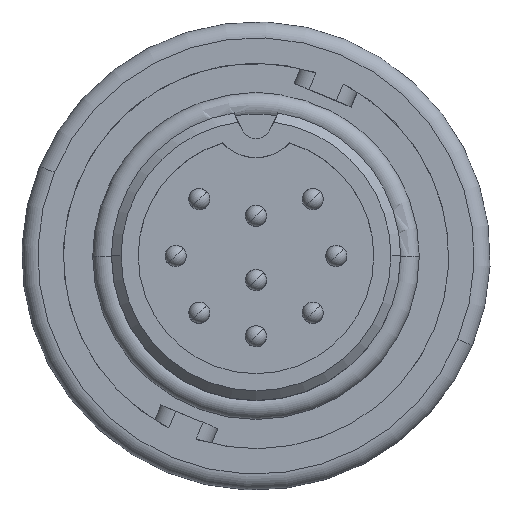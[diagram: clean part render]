
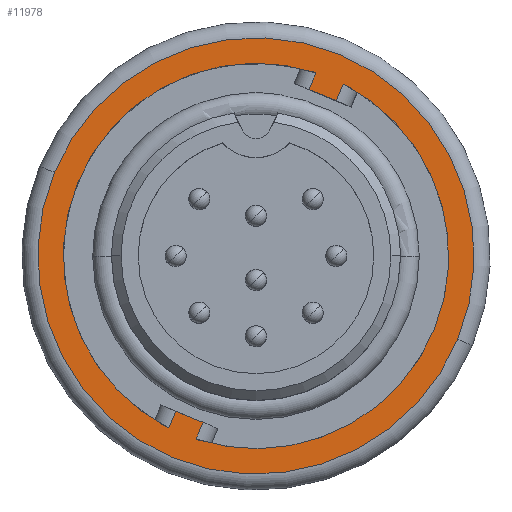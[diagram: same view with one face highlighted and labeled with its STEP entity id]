
A CAD part, top view. The second image highlights one B-rep face of the part: STEP entity #11978.
In plain terms, the highlighted planar face has unit normal (0, 0, 1).
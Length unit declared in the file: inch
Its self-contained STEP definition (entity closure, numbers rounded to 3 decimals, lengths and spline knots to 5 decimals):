
#1369 = LINE ( 'NONE', #1378, #6044 ) ;
#1378 = CARTESIAN_POINT ( 'NONE',  ( 0.09897, 0.31078, -0.09814 ) ) ;
#1401 = DIRECTION ( 'NONE',  ( 0.924, -0.383, 0. ) ) ;
#1898 = DIRECTION ( 'NONE',  ( 0.924, -0.383, 0. ) ) ;
#1902 = DIRECTION ( 'NONE',  ( 0., 0., 1. ) ) ;
#1950 = CARTESIAN_POINT ( 'NONE',  ( 0., 0., -0.09814 ) ) ;
#4300 = DIRECTION ( 'NONE',  ( 0., 0., 1. ) ) ;
#4303 = CARTESIAN_POINT ( 'NONE',  ( 0., 0., -0.09814 ) ) ;
#4496 = DIRECTION ( 'NONE',  ( 0.924, -0.383, 0. ) ) ;
#5826 = VECTOR ( 'NONE', #8985, 39.37008 ) ;
#6015 = AXIS2_PLACEMENT_3D ( 'NONE', #18324, #18348, #18312 ) ;
#6037 = VECTOR ( 'NONE', #14090, 39.37008 ) ;
#6044 = VECTOR ( 'NONE', #1401, 39.37008 ) ;
#6136 = AXIS2_PLACEMENT_3D ( 'NONE', #1950, #1902, #1898 ) ;
#6184 = VECTOR ( 'NONE', #6612, 39.37008 ) ;
#6547 = CARTESIAN_POINT ( 'NONE',  ( 0.16891, 0.33593, -0.09814 ) ) ;
#6612 = DIRECTION ( 'NONE',  ( -0.383, -0.924, 0. ) ) ;
#6668 = LINE ( 'NONE', #6547, #6184 ) ;
#6728 = ORIENTED_EDGE ( 'NONE', *, *, #12751, .T. ) ;
#6761 = ORIENTED_EDGE ( 'NONE', *, *, #11811, .T. ) ;
#6858 = ORIENTED_EDGE ( 'NONE', *, *, #19031, .T. ) ;
#6906 = ORIENTED_EDGE ( 'NONE', *, *, #12779, .F. ) ;
#7034 = VERTEX_POINT ( 'NONE', #8046 ) ;
#7066 = VERTEX_POINT ( 'NONE', #8172 ) ;
#7454 = ORIENTED_EDGE ( 'NONE', *, *, #11494, .F. ) ;
#7458 = ORIENTED_EDGE ( 'NONE', *, *, #13004, .F. ) ;
#7460 = ORIENTED_EDGE ( 'NONE', *, *, #12795, .T. ) ;
#7461 = ORIENTED_EDGE ( 'NONE', *, *, #11870, .T. ) ;
#7474 = VERTEX_POINT ( 'NONE', #8369 ) ;
#7512 = ORIENTED_EDGE ( 'NONE', *, *, #12935, .F. ) ;
#7673 = VERTEX_POINT ( 'NONE', #8570 ) ;
#8046 = CARTESIAN_POINT ( 'NONE',  ( 0.3326, -0.13777, -0.09814 ) ) ;
#8114 = DIRECTION ( 'NONE',  ( 0., 0., 1. ) ) ;
#8172 = CARTESIAN_POINT ( 'NONE',  ( 0.16277, 0.3211, -0.09814 ) ) ;
#8220 = DIRECTION ( 'NONE',  ( 0.924, -0.383, 0. ) ) ;
#8369 = CARTESIAN_POINT ( 'NONE',  ( 0.37648, -0.15594, -0.09814 ) ) ;
#8468 = CARTESIAN_POINT ( 'NONE',  ( 0., 0., -0.09814 ) ) ;
#8570 = CARTESIAN_POINT ( 'NONE',  ( -0.37648, 0.15594, -0.09814 ) ) ;
#8985 = DIRECTION ( 'NONE',  ( -0.924, 0.383, 0. ) ) ;
#8986 = CARTESIAN_POINT ( 'NONE',  ( -0.09897, -0.31078, -0.09814 ) ) ;
#8987 = LINE ( 'NONE', #8986, #5826 ) ;
#9878 = ORIENTED_EDGE ( 'NONE', *, *, #12055, .F. ) ;
#9908 = ORIENTED_EDGE ( 'NONE', *, *, #12584, .T. ) ;
#10450 = EDGE_LOOP ( 'NONE', ( #9878, #6858, #9908, #6906, #7512, #7461, #7460, #7458, #7454 ) ) ;
#10584 = EDGE_LOOP ( 'NONE', ( #6728, #6761 ) ) ;
#10651 = AXIS2_PLACEMENT_3D ( 'NONE', #8468, #8114, #8220 ) ;
#10778 = AXIS2_PLACEMENT_3D ( 'NONE', #12392, #11697, #11871 ) ;
#10850 = VECTOR ( 'NONE', #15487, 39.37008 ) ;
#11012 = FACE_OUTER_BOUND ( 'NONE', #10584, .T. ) ;
#11015 = FACE_BOUND ( 'NONE', #10450, .T. ) ;
#11017 = AXIS2_PLACEMENT_3D ( 'NONE', #14854, #14853, #14851 ) ;
#11083 = AXIS2_PLACEMENT_3D ( 'NONE', #4303, #4300, #4496 ) ;
#11392 = VECTOR ( 'NONE', #16443, 39.37008 ) ;
#11494 = EDGE_CURVE ( 'NONE', #7034, #7066, #18639, .T. ) ;
#11697 = DIRECTION ( 'NONE',  ( 0., 0., 1. ) ) ;
#11811 = EDGE_CURVE ( 'NONE', #7673, #7474, #18808, .T. ) ;
#11870 = EDGE_CURVE ( 'NONE', #14043, #14260, #15145, .T. ) ;
#11871 = DIRECTION ( 'NONE',  ( 0.924, -0.383, 0. ) ) ;
#11978 = ADVANCED_FACE ( 'NONE', ( #11015, #11012 ), #15365, .T. ) ;
#12055 = EDGE_CURVE ( 'NONE', #14070, #7034, #19192, .T. ) ;
#12392 = CARTESIAN_POINT ( 'NONE',  ( 0., 0., -0.09814 ) ) ;
#12584 = EDGE_CURVE ( 'NONE', #14254, #14210, #8987, .T. ) ;
#12751 = EDGE_CURVE ( 'NONE', #7474, #7673, #18828, .T. ) ;
#12779 = EDGE_CURVE ( 'NONE', #14602, #14210, #13837, .T. ) ;
#12795 = EDGE_CURVE ( 'NONE', #14260, #14243, #1369, .T. ) ;
#12935 = EDGE_CURVE ( 'NONE', #14043, #14602, #19116, .T. ) ;
#13004 = EDGE_CURVE ( 'NONE', #7066, #14243, #6668, .T. ) ;
#13837 = LINE ( 'NONE', #14019, #6037 ) ;
#14019 = CARTESIAN_POINT ( 'NONE',  ( -0.16891, -0.33593, -0.09814 ) ) ;
#14043 = VERTEX_POINT ( 'NONE', #16109 ) ;
#14070 = VERTEX_POINT ( 'NONE', #16023 ) ;
#14090 = DIRECTION ( 'NONE',  ( 0.383, 0.924, 0. ) ) ;
#14210 = VERTEX_POINT ( 'NONE', #16011 ) ;
#14243 = VERTEX_POINT ( 'NONE', #16032 ) ;
#14254 = VERTEX_POINT ( 'NONE', #16014 ) ;
#14260 = VERTEX_POINT ( 'NONE', #16077 ) ;
#14602 = VERTEX_POINT ( 'NONE', #16970 ) ;
#14851 = DIRECTION ( 'NONE',  ( 0.924, -0.383, 0. ) ) ;
#14853 = DIRECTION ( 'NONE',  ( 0., 0., 1. ) ) ;
#14854 = CARTESIAN_POINT ( 'NONE',  ( 0., 0., -0.09814 ) ) ;
#15145 = LINE ( 'NONE', #15526, #10850 ) ;
#15365 = PLANE ( 'NONE',  #11017 ) ;
#15487 = DIRECTION ( 'NONE',  ( -0.383, -0.924, 0. ) ) ;
#15526 = CARTESIAN_POINT ( 'NONE',  ( 0.1181, 0.35698, -0.09814 ) ) ;
#16011 = CARTESIAN_POINT ( 'NONE',  ( -0.14978, -0.28974, -0.09814 ) ) ;
#16014 = CARTESIAN_POINT ( 'NONE',  ( -0.09897, -0.31078, -0.09814 ) ) ;
#16023 = CARTESIAN_POINT ( 'NONE',  ( -0.11196, -0.34215, -0.09814 ) ) ;
#16032 = CARTESIAN_POINT ( 'NONE',  ( 0.14978, 0.28974, -0.09814 ) ) ;
#16077 = CARTESIAN_POINT ( 'NONE',  ( 0.09897, 0.31078, -0.09814 ) ) ;
#16109 = CARTESIAN_POINT ( 'NONE',  ( 0.11196, 0.34215, -0.09814 ) ) ;
#16443 = DIRECTION ( 'NONE',  ( 0.383, 0.924, 0. ) ) ;
#16444 = CARTESIAN_POINT ( 'NONE',  ( -0.1181, -0.35698, -0.09814 ) ) ;
#16456 = LINE ( 'NONE', #16444, #11392 ) ;
#16970 = CARTESIAN_POINT ( 'NONE',  ( -0.16277, -0.3211, -0.09814 ) ) ;
#18312 = DIRECTION ( 'NONE',  ( 0.924, -0.383, 0. ) ) ;
#18324 = CARTESIAN_POINT ( 'NONE',  ( 0., 0., -0.09814 ) ) ;
#18348 = DIRECTION ( 'NONE',  ( 0., 0., 1. ) ) ;
#18639 = CIRCLE ( 'NONE', #10651, 0.36 ) ;
#18808 = CIRCLE ( 'NONE', #10778, 0.4075 ) ;
#18828 = CIRCLE ( 'NONE', #6015, 0.4075 ) ;
#19031 = EDGE_CURVE ( 'NONE', #14070, #14254, #16456, .T. ) ;
#19116 = CIRCLE ( 'NONE', #6136, 0.36 ) ;
#19192 = CIRCLE ( 'NONE', #11083, 0.36 ) ;
